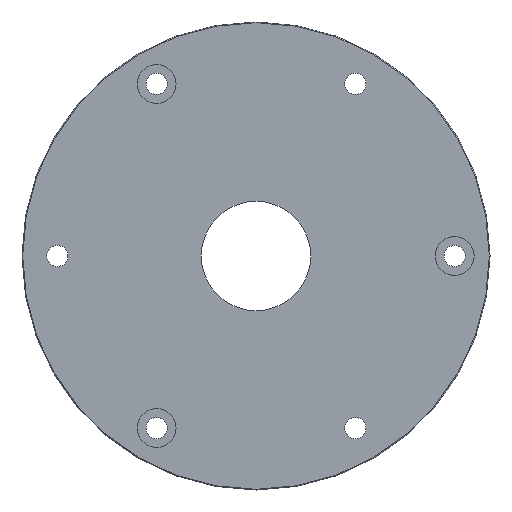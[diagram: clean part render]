
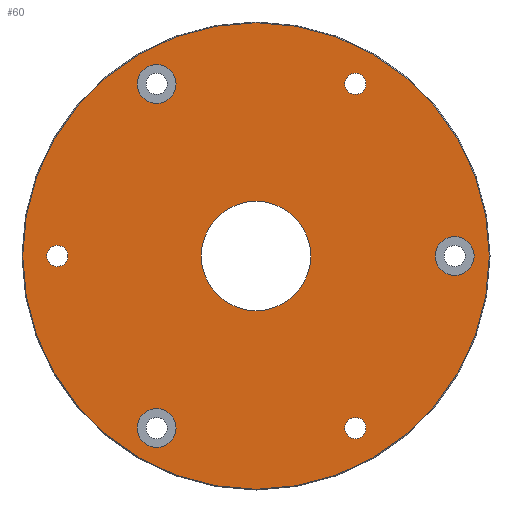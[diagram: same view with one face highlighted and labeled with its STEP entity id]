
A CAD part, left-side view. The second image highlights one B-rep face of the part: STEP entity #60.
In plain terms, the highlighted planar face has unit normal (-1, 0, 0).
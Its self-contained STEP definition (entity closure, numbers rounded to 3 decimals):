
#20 = DIRECTION ( 'NONE',  ( -1., 0., 0. ) ) ;
#21 = DIRECTION ( 'NONE',  ( 0., 0., -1. ) ) ;
#23 = AXIS2_PLACEMENT_3D ( 'NONE', #89, #420, #342 ) ;
#28 = FACE_BOUND ( 'NONE', #71, .T. ) ;
#38 = EDGE_CURVE ( 'NONE', #970, #970, #786, .T. ) ;
#46 = EDGE_LOOP ( 'NONE', ( #102 ) ) ;
#49 = CARTESIAN_POINT ( 'NONE',  ( -5., 56.25, 0. ) ) ;
#60 = ADVANCED_FACE ( 'NONE', ( #100, #805, #574, #402, #949, #477, #28, #796 ), #260, .F. ) ;
#71 = EDGE_LOOP ( 'NONE', ( #439 ) ) ;
#72 = CARTESIAN_POINT ( 'NONE',  ( -5., -28.125, -48.714 ) ) ;
#89 = CARTESIAN_POINT ( 'NONE',  ( -5., -56.25, 0. ) ) ;
#94 = DIRECTION ( 'NONE',  ( 0., 0., -1. ) ) ;
#100 = FACE_OUTER_BOUND ( 'NONE', #879, .T. ) ;
#102 = ORIENTED_EDGE ( 'NONE', *, *, #418, .F. ) ;
#107 = CIRCLE ( 'NONE', #791, 3. ) ;
#113 = CARTESIAN_POINT ( 'NONE',  ( -5., -28.125, 48.714 ) ) ;
#117 = CARTESIAN_POINT ( 'NONE',  ( -5., 0., 0. ) ) ;
#121 = EDGE_CURVE ( 'NONE', #740, #740, #743, .T. ) ;
#124 = AXIS2_PLACEMENT_3D ( 'NONE', #621, #708, #470 ) ;
#162 = VERTEX_POINT ( 'NONE', #247 ) ;
#163 = EDGE_CURVE ( 'NONE', #515, #515, #449, .T. ) ;
#170 = EDGE_LOOP ( 'NONE', ( #178 ) ) ;
#174 = DIRECTION ( 'NONE',  ( -1., 0., 0. ) ) ;
#178 = ORIENTED_EDGE ( 'NONE', *, *, #850, .F. ) ;
#191 = CARTESIAN_POINT ( 'NONE',  ( -5., -56.25, 5.5 ) ) ;
#197 = ORIENTED_EDGE ( 'NONE', *, *, #403, .T. ) ;
#205 = DIRECTION ( 'NONE',  ( 1., 0., 0. ) ) ;
#247 = CARTESIAN_POINT ( 'NONE',  ( -5., 28.125, -43.214 ) ) ;
#260 = PLANE ( 'NONE',  #368 ) ;
#296 = CARTESIAN_POINT ( 'NONE',  ( -5., 0., -66.05 ) ) ;
#299 = DIRECTION ( 'NONE',  ( -1., 0., 0. ) ) ;
#315 = DIRECTION ( 'NONE',  ( -1., 0., 0. ) ) ;
#321 = EDGE_CURVE ( 'NONE', #662, #662, #866, .T. ) ;
#342 = DIRECTION ( 'NONE',  ( 0., 0., 1. ) ) ;
#368 = AXIS2_PLACEMENT_3D ( 'NONE', #737, #873, #21 ) ;
#381 = DIRECTION ( 'NONE',  ( 0., 0., -1. ) ) ;
#382 = AXIS2_PLACEMENT_3D ( 'NONE', #113, #426, #811 ) ;
#383 = CIRCLE ( 'NONE', #23, 5.5 ) ;
#402 = FACE_BOUND ( 'NONE', #170, .T. ) ;
#403 = EDGE_CURVE ( 'NONE', #980, #980, #836, .T. ) ;
#413 = AXIS2_PLACEMENT_3D ( 'NONE', #117, #205, #834 ) ;
#418 = EDGE_CURVE ( 'NONE', #603, #603, #383, .T. ) ;
#420 = DIRECTION ( 'NONE',  ( -1., 0., 0. ) ) ;
#426 = DIRECTION ( 'NONE',  ( -1., 0., 0. ) ) ;
#428 = CARTESIAN_POINT ( 'NONE',  ( -5., 56.25, -3. ) ) ;
#439 = ORIENTED_EDGE ( 'NONE', *, *, #163, .F. ) ;
#449 = CIRCLE ( 'NONE', #610, 3. ) ;
#464 = AXIS2_PLACEMENT_3D ( 'NONE', #794, #174, #950 ) ;
#470 = DIRECTION ( 'NONE',  ( 0., 0., 1. ) ) ;
#471 = EDGE_LOOP ( 'NONE', ( #563 ) ) ;
#477 = FACE_BOUND ( 'NONE', #957, .T. ) ;
#513 = AXIS2_PLACEMENT_3D ( 'NONE', #568, #20, #94 ) ;
#515 = VERTEX_POINT ( 'NONE', #428 ) ;
#522 = DIRECTION ( 'NONE',  ( 0., 0., -1. ) ) ;
#559 = CARTESIAN_POINT ( 'NONE',  ( -5., -28.125, -51.714 ) ) ;
#563 = ORIENTED_EDGE ( 'NONE', *, *, #321, .F. ) ;
#567 = VERTEX_POINT ( 'NONE', #559 ) ;
#568 = CARTESIAN_POINT ( 'NONE',  ( -5., 0., 0. ) ) ;
#574 = FACE_BOUND ( 'NONE', #46, .T. ) ;
#586 = CARTESIAN_POINT ( 'NONE',  ( -5., 28.125, 54.214 ) ) ;
#597 = CARTESIAN_POINT ( 'NONE',  ( -5., -28.125, 45.714 ) ) ;
#603 = VERTEX_POINT ( 'NONE', #191 ) ;
#609 = ORIENTED_EDGE ( 'NONE', *, *, #121, .T. ) ;
#610 = AXIS2_PLACEMENT_3D ( 'NONE', #49, #299, #522 ) ;
#615 = CIRCLE ( 'NONE', #464, 5.5 ) ;
#621 = CARTESIAN_POINT ( 'NONE',  ( -5., 28.125, 48.714 ) ) ;
#650 = EDGE_LOOP ( 'NONE', ( #609 ) ) ;
#662 = VERTEX_POINT ( 'NONE', #586 ) ;
#691 = ORIENTED_EDGE ( 'NONE', *, *, #997, .F. ) ;
#708 = DIRECTION ( 'NONE',  ( -1., 0., 0. ) ) ;
#737 = CARTESIAN_POINT ( 'NONE',  ( -5., 0., 0. ) ) ;
#740 = VERTEX_POINT ( 'NONE', #752 ) ;
#743 = CIRCLE ( 'NONE', #413, 15.5 ) ;
#752 = CARTESIAN_POINT ( 'NONE',  ( -5., 0., -15.5 ) ) ;
#786 = CIRCLE ( 'NONE', #382, 3. ) ;
#791 = AXIS2_PLACEMENT_3D ( 'NONE', #72, #315, #381 ) ;
#794 = CARTESIAN_POINT ( 'NONE',  ( -5., 28.125, -48.714 ) ) ;
#796 = FACE_BOUND ( 'NONE', #650, .T. ) ;
#805 = FACE_BOUND ( 'NONE', #471, .T. ) ;
#811 = DIRECTION ( 'NONE',  ( 0., 0., -1. ) ) ;
#834 = DIRECTION ( 'NONE',  ( 0., 0., -1. ) ) ;
#836 = CIRCLE ( 'NONE', #513, 66.05 ) ;
#843 = EDGE_LOOP ( 'NONE', ( #864 ) ) ;
#850 = EDGE_CURVE ( 'NONE', #567, #567, #107, .T. ) ;
#864 = ORIENTED_EDGE ( 'NONE', *, *, #38, .F. ) ;
#866 = CIRCLE ( 'NONE', #124, 5.5 ) ;
#873 = DIRECTION ( 'NONE',  ( 1., 0., 0. ) ) ;
#879 = EDGE_LOOP ( 'NONE', ( #197 ) ) ;
#949 = FACE_BOUND ( 'NONE', #843, .T. ) ;
#950 = DIRECTION ( 'NONE',  ( 0., 0., 1. ) ) ;
#957 = EDGE_LOOP ( 'NONE', ( #691 ) ) ;
#970 = VERTEX_POINT ( 'NONE', #597 ) ;
#980 = VERTEX_POINT ( 'NONE', #296 ) ;
#997 = EDGE_CURVE ( 'NONE', #162, #162, #615, .T. ) ;
